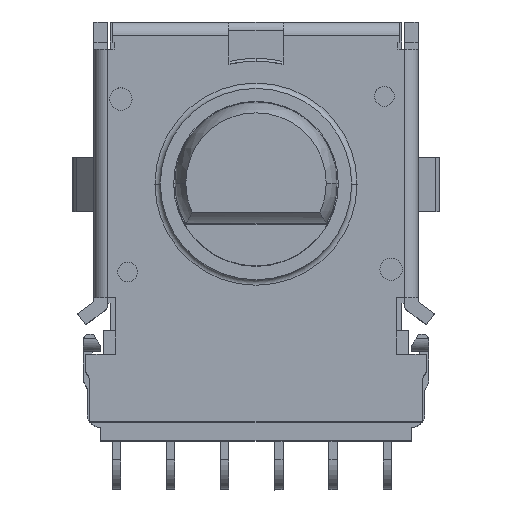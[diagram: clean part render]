
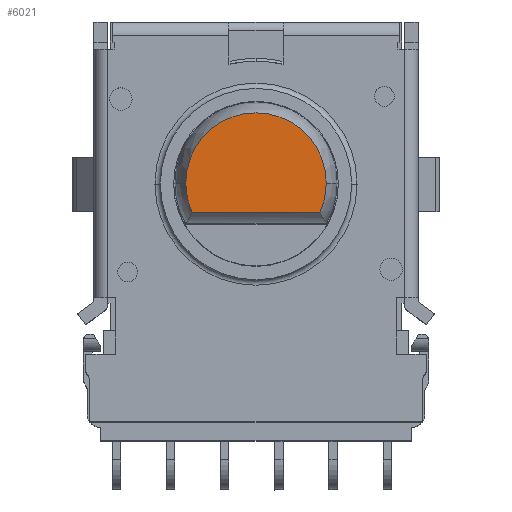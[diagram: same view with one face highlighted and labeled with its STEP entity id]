
A CAD part, top view. The second image highlights one B-rep face of the part: STEP entity #6021.
In plain terms, the highlighted face is planar.
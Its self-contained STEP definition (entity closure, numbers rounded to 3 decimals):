
#622 = CARTESIAN_POINT ( 'NONE',  ( -5.2, -1.098, -23.8 ) ) ;
#623 = DIRECTION ( 'NONE',  ( 1., 0., 0. ) ) ;
#2316 = EDGE_CURVE ( 'NONE', #2734, #19969, #7322, .T. ) ;
#2715 = VERTEX_POINT ( 'NONE', #4167 ) ;
#2734 = VERTEX_POINT ( 'NONE', #4101 ) ;
#2769 = VERTEX_POINT ( 'NONE', #4333 ) ;
#3711 = DIRECTION ( 'NONE',  ( 0., 0., -1. ) ) ;
#3716 = CARTESIAN_POINT ( 'NONE',  ( 0., 0., -23.8 ) ) ;
#3846 = DIRECTION ( 'NONE',  ( 0., 1., 0. ) ) ;
#4101 = CARTESIAN_POINT ( 'NONE',  ( 2.598, 0., -23.8 ) ) ;
#4167 = CARTESIAN_POINT ( 'NONE',  ( -2.355, -1.098, -23.8 ) ) ;
#4333 = CARTESIAN_POINT ( 'NONE',  ( -2.598, 0., -23.8 ) ) ;
#4809 = EDGE_CURVE ( 'NONE', #2715, #19969, #10332, .T. ) ;
#5703 = EDGE_CURVE ( 'NONE', #2715, #2769, #11932, .T. ) ;
#5716 = EDGE_CURVE ( 'NONE', #2769, #2734, #11947, .T. ) ;
#5780 = AXIS2_PLACEMENT_3D ( 'NONE', #3716, #3711, #3846 ) ;
#6021 = ADVANCED_FACE ( 'NONE', ( #15662 ), #14565, .T. ) ;
#6985 = EDGE_LOOP ( 'NONE', ( #14879, #14362, #14814, #14896 ) ) ;
#7322 = CIRCLE ( 'NONE', #5780, 2.598 ) ;
#9011 = AXIS2_PLACEMENT_3D ( 'NONE', #12885, #12902, #12903 ) ;
#9029 = AXIS2_PLACEMENT_3D ( 'NONE', #12934, #12940, #12941 ) ;
#9450 = AXIS2_PLACEMENT_3D ( 'NONE', #14564, #14580, #14581 ) ;
#10332 = LINE ( 'NONE', #622, #10333 ) ;
#10333 = VECTOR ( 'NONE', #623, 1000. ) ;
#11932 = CIRCLE ( 'NONE', #9011, 2.598 ) ;
#11947 = CIRCLE ( 'NONE', #9029, 2.598 ) ;
#12885 = CARTESIAN_POINT ( 'NONE',  ( 0., 0., -23.8 ) ) ;
#12902 = DIRECTION ( 'NONE',  ( 0., 0., -1. ) ) ;
#12903 = DIRECTION ( 'NONE',  ( 0., 1., 0. ) ) ;
#12934 = CARTESIAN_POINT ( 'NONE',  ( 0., 0., -23.8 ) ) ;
#12940 = DIRECTION ( 'NONE',  ( 0., 0., -1. ) ) ;
#12941 = DIRECTION ( 'NONE',  ( 0., 1., 0. ) ) ;
#14362 = ORIENTED_EDGE ( 'NONE', *, *, #5703, .T. ) ;
#14564 = CARTESIAN_POINT ( 'NONE',  ( 0., 0., -23.8 ) ) ;
#14565 = PLANE ( 'NONE',  #9450 ) ;
#14580 = DIRECTION ( 'NONE',  ( 0., 0., -1. ) ) ;
#14581 = DIRECTION ( 'NONE',  ( 0., 1., 0. ) ) ;
#14814 = ORIENTED_EDGE ( 'NONE', *, *, #5716, .T. ) ;
#14879 = ORIENTED_EDGE ( 'NONE', *, *, #4809, .F. ) ;
#14896 = ORIENTED_EDGE ( 'NONE', *, *, #2316, .T. ) ;
#15662 = FACE_OUTER_BOUND ( 'NONE', #6985, .T. ) ;
#18443 = CARTESIAN_POINT ( 'NONE',  ( 2.355, -1.098, -23.8 ) ) ;
#19969 = VERTEX_POINT ( 'NONE', #18443 ) ;
